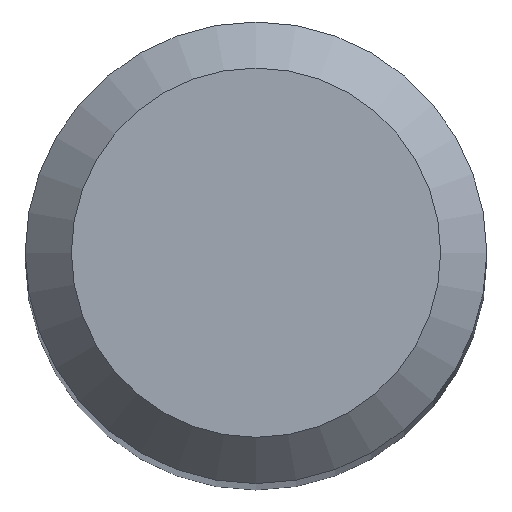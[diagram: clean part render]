
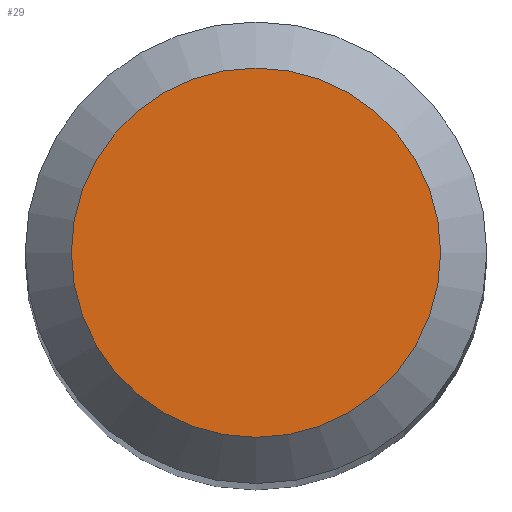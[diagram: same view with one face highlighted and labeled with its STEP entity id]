
A CAD part, top view. The second image highlights one B-rep face of the part: STEP entity #29.
In plain terms, the highlighted planar face has unit normal (0, 0, 1).
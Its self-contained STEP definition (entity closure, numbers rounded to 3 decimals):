
#29 = ADVANCED_FACE ( 'NONE', ( #216 ), #174, .F. ) ;
#57 = CARTESIAN_POINT ( 'NONE',  ( 0., 0., 38. ) ) ;
#60 = DIRECTION ( 'NONE',  ( 0., 1., 0. ) ) ;
#113 = EDGE_CURVE ( 'NONE', #202, #202, #153, .T. ) ;
#115 = CARTESIAN_POINT ( 'NONE',  ( 0., 1.2, 38. ) ) ;
#125 = CARTESIAN_POINT ( 'NONE',  ( 0., 0., 38. ) ) ;
#128 = AXIS2_PLACEMENT_3D ( 'NONE', #125, #220, #60 ) ;
#153 = CIRCLE ( 'NONE', #128, 1.2 ) ;
#174 = PLANE ( 'NONE',  #282 ) ;
#196 = DIRECTION ( 'NONE',  ( 0., 1., 0. ) ) ;
#202 = VERTEX_POINT ( 'NONE', #115 ) ;
#211 = EDGE_LOOP ( 'NONE', ( #253 ) ) ;
#216 = FACE_OUTER_BOUND ( 'NONE', #211, .T. ) ;
#220 = DIRECTION ( 'NONE',  ( 0., 0., -1. ) ) ;
#230 = DIRECTION ( 'NONE',  ( 0., 0., -1. ) ) ;
#253 = ORIENTED_EDGE ( 'NONE', *, *, #113, .F. ) ;
#282 = AXIS2_PLACEMENT_3D ( 'NONE', #57, #230, #196 ) ;
